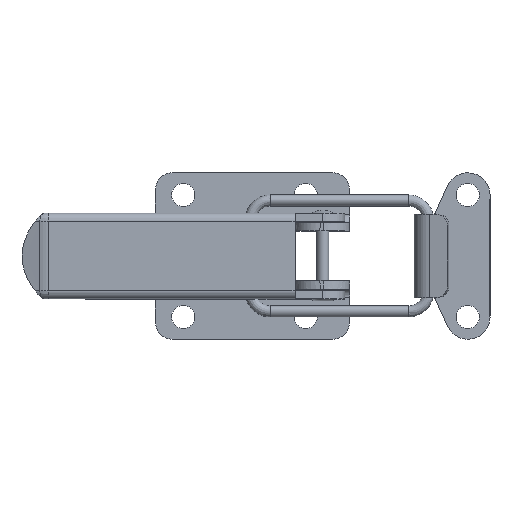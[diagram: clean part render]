
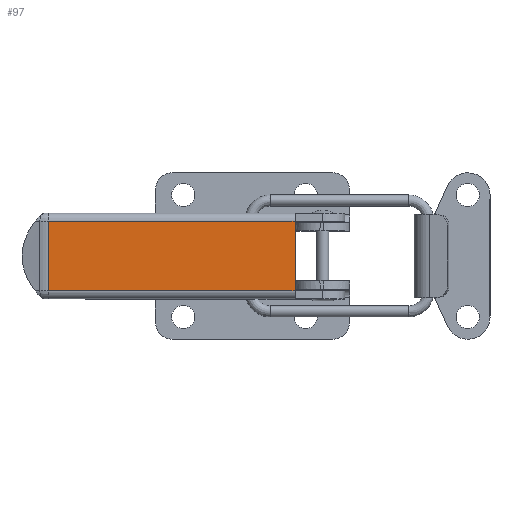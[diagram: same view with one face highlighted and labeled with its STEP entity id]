
A CAD part, top view. The second image highlights one B-rep face of the part: STEP entity #97.
In plain terms, the highlighted planar face has unit normal (0, 0, 1).
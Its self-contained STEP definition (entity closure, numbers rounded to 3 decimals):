
#97=ADVANCED_FACE('',(#300),#3463,.T.);
#300=FACE_OUTER_BOUND('',#515,.T.);
#515=EDGE_LOOP('',(#922,#923,#924,#925));
#922=ORIENTED_EDGE('',*,*,#1905,.F.);
#923=ORIENTED_EDGE('',*,*,#1828,.F.);
#924=ORIENTED_EDGE('',*,*,#1903,.F.);
#925=ORIENTED_EDGE('',*,*,#1820,.F.);
#1820=EDGE_CURVE('',#3126,#3125,#2343,.T.);
#1828=EDGE_CURVE('',#3130,#3132,#2345,.T.);
#1903=EDGE_CURVE('',#3125,#3130,#2396,.T.);
#1905=EDGE_CURVE('',#3132,#3126,#2398,.T.);
#2343=B_SPLINE_CURVE_WITH_KNOTS('',1,(#5334,#5335),.UNSPECIFIED.,.F.,.F.,
(2,2),(0.,44.43),.UNSPECIFIED.);
#2345=B_SPLINE_CURVE_WITH_KNOTS('',1,(#5360,#5361),.UNSPECIFIED.,.F.,.F.,
(2,2),(0.,44.43),.UNSPECIFIED.);
#2396=B_SPLINE_CURVE_WITH_KNOTS('',1,(#5567,#5568),.UNSPECIFIED.,.F.,.F.,
(2,2),(0.,12.5),.UNSPECIFIED.);
#2398=B_SPLINE_CURVE_WITH_KNOTS('',1,(#5571,#5572),.UNSPECIFIED.,.F.,.F.,
(2,2),(0.,12.5),.UNSPECIFIED.);
#3125=VERTEX_POINT('',#5133);
#3126=VERTEX_POINT('',#5134);
#3130=VERTEX_POINT('',#5138);
#3132=VERTEX_POINT('',#5140);
#3463=PLANE('',#3856);
#3856=AXIS2_PLACEMENT_3D('',#4942,#4244,$);
#4244=DIRECTION('',(0.,0.,1.));
#4942=CARTESIAN_POINT('',(-16.969,0.238,5.1));
#5133=CARTESIAN_POINT('',(-12.514,1.5,5.1));
#5134=CARTESIAN_POINT('',(31.916,1.5,5.1));
#5138=CARTESIAN_POINT('',(-12.514,14.,5.1));
#5140=CARTESIAN_POINT('',(31.916,14.,5.1));
#5334=CARTESIAN_POINT('',(31.916,1.5,5.1));
#5335=CARTESIAN_POINT('',(-12.514,1.5,5.1));
#5360=CARTESIAN_POINT('',(-12.514,14.,5.1));
#5361=CARTESIAN_POINT('',(31.916,14.,5.1));
#5567=CARTESIAN_POINT('',(-12.514,1.5,5.1));
#5568=CARTESIAN_POINT('',(-12.514,14.,5.1));
#5571=CARTESIAN_POINT('',(31.916,14.,5.1));
#5572=CARTESIAN_POINT('',(31.916,1.5,5.1));
